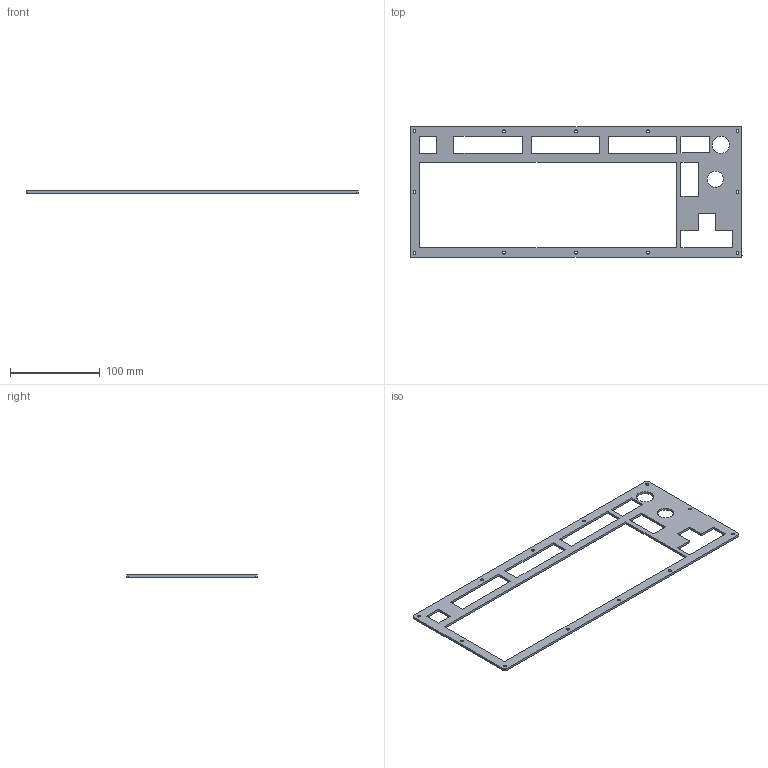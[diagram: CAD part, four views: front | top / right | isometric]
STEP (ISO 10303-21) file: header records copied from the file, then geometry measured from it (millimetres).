
FILE_DESCRIPTION(/* description */ (''),/* implementation_level */ '2;1');
FILE_NAME(/* name */ '9-上盖.step',/* time_stamp */ '2021-11-21T20:07:16+08:00',/* author */ (''),/* organization */ (''),/* preprocessor_version */ 'ST-DEVELOPER v18.1',/* originating_system */ 'Autodesk Translation Framework v10.10.0.1391',/* authorisation */ '');
FILE_SCHEMA (('AUTOMOTIVE_DESIGN { 1 0 10303 214 3 1 1 }'));
Length unit declared in the file: millimetre
Products named in the file (1): Fusion 零部件
Bounding box: 369.06 x 145.23 x 2.5 mm (x, y, z)
Volume: 45843.6 mm3; surface area: 44361.5 mm2
Topology: 1 solids, 1 shells, 64 faces, 186 edges, 124 vertices
Faces by surface type: plane 46, cylinder 18
Full cylindrical faces by diameter (mm): 3.2 x12, 18 x1, 19.2 x1
Entity records: 2227 total; most frequent: CARTESIAN_POINT 375, ORIENTED_EDGE 372, DIRECTION 352, EDGE_CURVE 186, LINE 150, VECTOR 150, VERTEX_POINT 124, EDGE_LOOP 108
